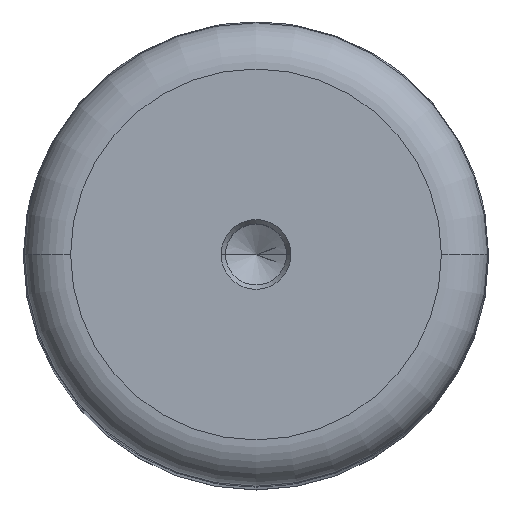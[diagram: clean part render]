
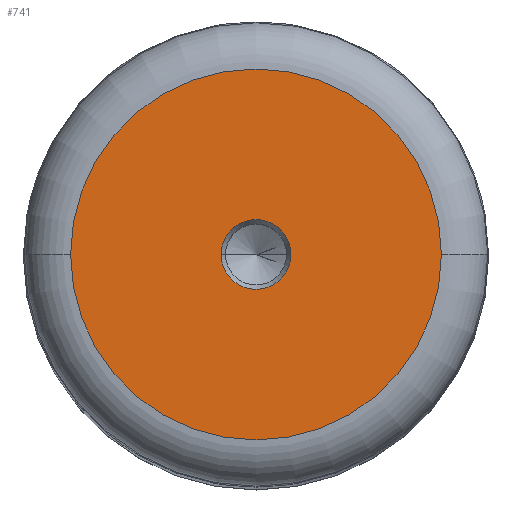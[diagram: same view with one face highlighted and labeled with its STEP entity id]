
A CAD part, top view. The second image highlights one B-rep face of the part: STEP entity #741.
In plain terms, the highlighted planar face has unit normal (0, 0, 1).
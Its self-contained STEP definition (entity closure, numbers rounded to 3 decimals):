
#19 = VERTEX_POINT ( 'NONE', #710 ) ;
#26 = VERTEX_POINT ( 'NONE', #363 ) ;
#48 = EDGE_CURVE ( 'NONE', #72, #19, #129, .T. ) ;
#72 = VERTEX_POINT ( 'NONE', #163 ) ;
#76 = CIRCLE ( 'NONE', #298, 31.897 ) ;
#77 = EDGE_LOOP ( 'NONE', ( #361, #309 ) ) ;
#113 = CARTESIAN_POINT ( 'NONE',  ( 0., 0., 300. ) ) ;
#122 = ORIENTED_EDGE ( 'NONE', *, *, #48, .F. ) ;
#129 = CIRCLE ( 'NONE', #515, 6. ) ;
#131 = CIRCLE ( 'NONE', #531, 6. ) ;
#139 = PLANE ( 'NONE',  #334 ) ;
#163 = CARTESIAN_POINT ( 'NONE',  ( -6., 0., 300. ) ) ;
#208 = CIRCLE ( 'NONE', #742, 31.897 ) ;
#247 = EDGE_CURVE ( 'NONE', #545, #26, #76, .T. ) ;
#249 = DIRECTION ( 'NONE',  ( 0., 0., 1. ) ) ;
#251 = DIRECTION ( 'NONE',  ( 0., 0., 1. ) ) ;
#271 = FACE_BOUND ( 'NONE', #413, .T. ) ;
#298 = AXIS2_PLACEMENT_3D ( 'NONE', #113, #405, #408 ) ;
#302 = EDGE_CURVE ( 'NONE', #26, #545, #208, .T. ) ;
#307 = DIRECTION ( 'NONE',  ( 1., 0., 0. ) ) ;
#309 = ORIENTED_EDGE ( 'NONE', *, *, #247, .T. ) ;
#315 = ORIENTED_EDGE ( 'NONE', *, *, #566, .F. ) ;
#334 = AXIS2_PLACEMENT_3D ( 'NONE', #335, #249, #712 ) ;
#335 = CARTESIAN_POINT ( 'NONE',  ( 0., 0., 300. ) ) ;
#351 = DIRECTION ( 'NONE',  ( 0., 0., 1. ) ) ;
#353 = DIRECTION ( 'NONE',  ( 1., 0., 0. ) ) ;
#361 = ORIENTED_EDGE ( 'NONE', *, *, #302, .T. ) ;
#363 = CARTESIAN_POINT ( 'NONE',  ( 31.897, 0., 300. ) ) ;
#405 = DIRECTION ( 'NONE',  ( 0., 0., 1. ) ) ;
#408 = DIRECTION ( 'NONE',  ( 1., 0., 0. ) ) ;
#413 = EDGE_LOOP ( 'NONE', ( #315, #122 ) ) ;
#515 = AXIS2_PLACEMENT_3D ( 'NONE', #685, #351, #614 ) ;
#531 = AXIS2_PLACEMENT_3D ( 'NONE', #580, #693, #353 ) ;
#545 = VERTEX_POINT ( 'NONE', #569 ) ;
#566 = EDGE_CURVE ( 'NONE', #19, #72, #131, .T. ) ;
#569 = CARTESIAN_POINT ( 'NONE',  ( -31.897, 0., 300. ) ) ;
#580 = CARTESIAN_POINT ( 'NONE',  ( 0., 0., 300. ) ) ;
#586 = CARTESIAN_POINT ( 'NONE',  ( 0., 0., 300. ) ) ;
#614 = DIRECTION ( 'NONE',  ( 1., 0., 0. ) ) ;
#685 = CARTESIAN_POINT ( 'NONE',  ( 0., 0., 300. ) ) ;
#693 = DIRECTION ( 'NONE',  ( 0., 0., 1. ) ) ;
#710 = CARTESIAN_POINT ( 'NONE',  ( 6., 0., 300. ) ) ;
#712 = DIRECTION ( 'NONE',  ( 1., 0., 0. ) ) ;
#718 = FACE_OUTER_BOUND ( 'NONE', #77, .T. ) ;
#741 = ADVANCED_FACE ( 'NONE', ( #271, #718 ), #139, .T. ) ;
#742 = AXIS2_PLACEMENT_3D ( 'NONE', #586, #251, #307 ) ;
